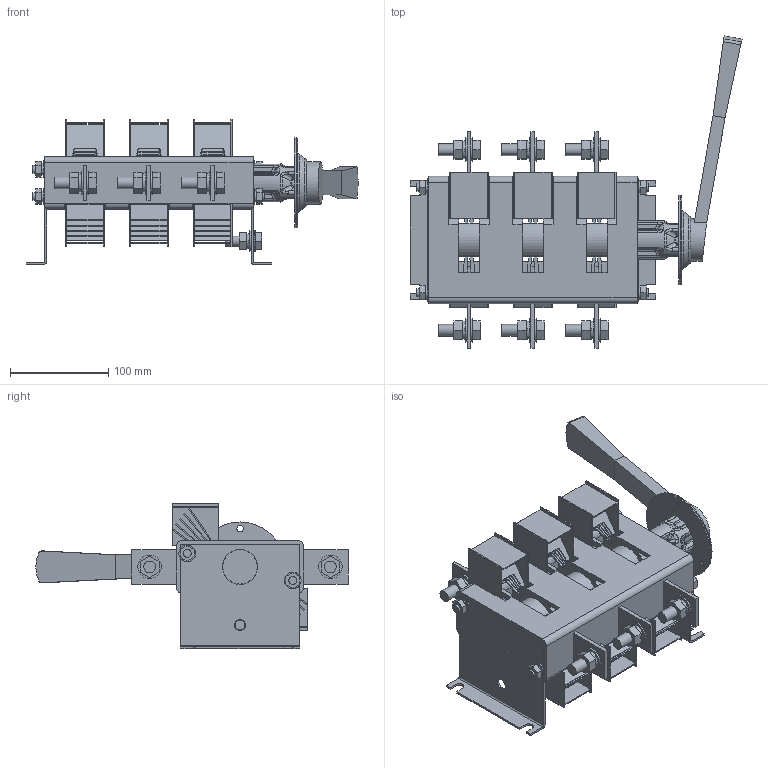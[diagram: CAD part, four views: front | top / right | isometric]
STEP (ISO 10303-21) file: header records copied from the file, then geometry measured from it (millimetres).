
FILE_DESCRIPTION (( 'STEP AP214' ), '1' );
FILE_NAME ('SRK41-111-630 Âûêëþ÷àòåëü-ðàçúåäèíèòåëü ÂÐ32È-39Â31250 630À IEK.STEP', '2018-05-08T12:13:08', ( '' ), ( '' ), 'SwSTEP 2.0', 'SolidWorks 2014', '' );
FILE_SCHEMA (( 'AUTOMOTIVE_DESIGN' ));
Length unit declared in the file: millimetre
Products named in the file (1): SRK41-111-630 Âûêëþ÷àòåëü-ðàçúåäèíèòåëü ÂÐ32È-39Â31250 630À IEK
Bounding box: 337.79 x 317.7 x 148 mm (x, y, z)
Volume: 1527561.9 mm3; surface area: 465619.2 mm2
Topology: 25 solids, 25 shells, 1668 faces, 4572 edges, 2967 vertices
Faces by surface type: plane 994, cylinder 529, bspline 115, torus 20, cone 10
Full cylindrical faces by diameter (mm): 6.5 x6, 8 x8, 8.2 x4, 10 x2, 10.4 x3, 11.2 x2, 11.364 x1, 12 x12, 12.3 x12, 12.5 x1, 14.2 x6, 17 x4, 21 x3, 22 x1, 24 x12, 35 x2, 35.5 x2, 36.6 x1, 39 x1, 43 x2, 91 x1, 91.5 x1
Entity records: 64503 total; most frequent: CARTESIAN_POINT 22415, ORIENTED_EDGE 8860, DIRECTION 8350, EDGE_CURVE 4430, LINE 2944, VECTOR 2944, VERTEX_POINT 2934, AXIS2_PLACEMENT_3D 2703
